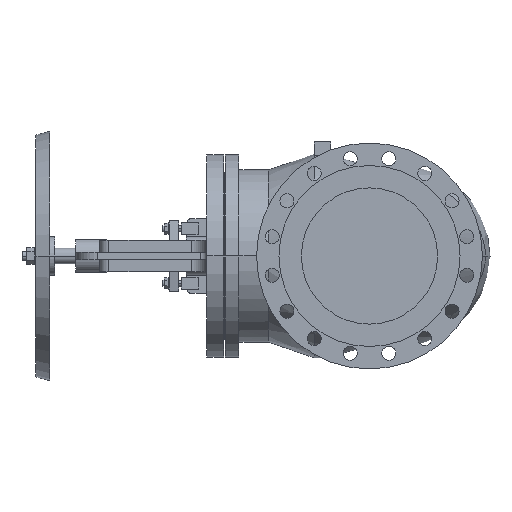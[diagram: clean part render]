
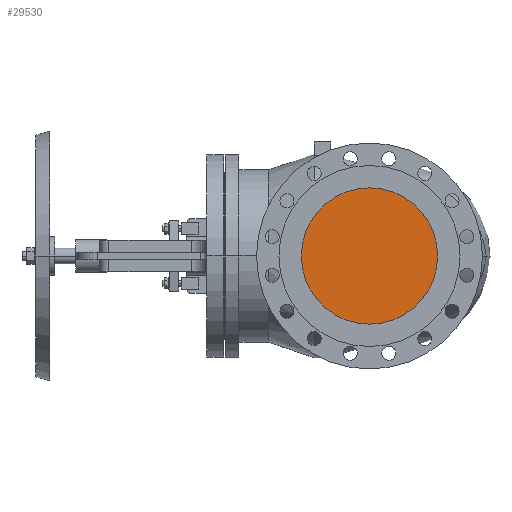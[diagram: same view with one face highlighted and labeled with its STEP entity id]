
A CAD part, left-side view. The second image highlights one B-rep face of the part: STEP entity #29530.
In plain terms, the highlighted planar face has unit normal (-1, 0, 0).
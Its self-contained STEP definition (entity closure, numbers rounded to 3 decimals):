
#19880=CARTESIAN_POINT('',(1.,175.,0.));
#19890=VERTEX_POINT('',#19880);
#19920=CARTESIAN_POINT('',(1.,0.,0.));
#19930=DIRECTION('',(-1.,0.,0.));
#19940=DIRECTION('',(0.,1.,0.));
#19950=AXIS2_PLACEMENT_3D('',#19920,#19930,#19940);
#19960=CIRCLE('',#19950,175.);
#19970=CARTESIAN_POINT('',(1.,-175.,0.));
#19980=VERTEX_POINT('',#19970);
#19990=EDGE_CURVE('',#19890,#19980,#19960,.T.);
#29430=CARTESIAN_POINT('',(1.,87.5,0.));
#29440=DIRECTION('',(1.,0.,0.));
#29450=DIRECTION('',(0.,-1.,0.));
#29460=AXIS2_PLACEMENT_3D('',#29430,#29440,#29450);
#29470=PLANE('',#29460);
#29480=EDGE_CURVE('',#19980,#19890,#19960,.T.);
#29490=ORIENTED_EDGE('',*,*,#29480,.T.);
#29500=ORIENTED_EDGE('',*,*,#19990,.T.);
#29510=EDGE_LOOP('',(#29500,#29490));
#29520=FACE_OUTER_BOUND('',#29510,.T.);
#29530=ADVANCED_FACE('',(#29520),#29470,.F.);
